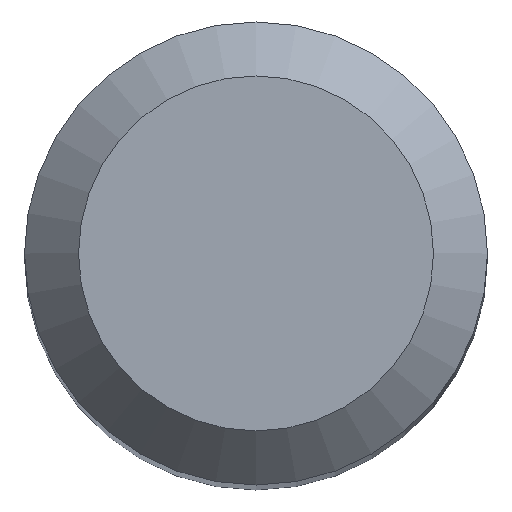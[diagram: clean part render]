
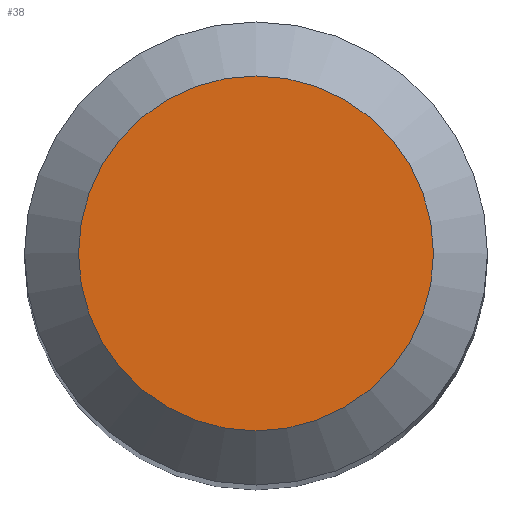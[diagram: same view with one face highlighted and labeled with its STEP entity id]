
A CAD part, top view. The second image highlights one B-rep face of the part: STEP entity #38.
In plain terms, the highlighted planar face has unit normal (0, 0, 1).
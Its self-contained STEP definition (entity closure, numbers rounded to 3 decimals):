
#11 = ORIENTED_EDGE ( 'NONE', *, *, #218, .F. ) ;
#30 = PLANE ( 'NONE',  #118 ) ;
#38 = ADVANCED_FACE ( 'NONE', ( #199 ), #30, .F. ) ;
#97 = CARTESIAN_POINT ( 'NONE',  ( 0., 0., 66. ) ) ;
#118 = AXIS2_PLACEMENT_3D ( 'NONE', #130, #175, #237 ) ;
#130 = CARTESIAN_POINT ( 'NONE',  ( 0., 0., 66. ) ) ;
#148 = CARTESIAN_POINT ( 'NONE',  ( 0., 2.3, 66. ) ) ;
#163 = DIRECTION ( 'NONE',  ( 0., 0., -1. ) ) ;
#166 = DIRECTION ( 'NONE',  ( 0., 1., 0. ) ) ;
#175 = DIRECTION ( 'NONE',  ( 0., 0., -1. ) ) ;
#179 = EDGE_LOOP ( 'NONE', ( #11 ) ) ;
#199 = FACE_OUTER_BOUND ( 'NONE', #179, .T. ) ;
#201 = CIRCLE ( 'NONE', #232, 2.3 ) ;
#218 = EDGE_CURVE ( 'NONE', #227, #227, #201, .T. ) ;
#227 = VERTEX_POINT ( 'NONE', #148 ) ;
#232 = AXIS2_PLACEMENT_3D ( 'NONE', #97, #163, #166 ) ;
#237 = DIRECTION ( 'NONE',  ( 0., 1., 0. ) ) ;
